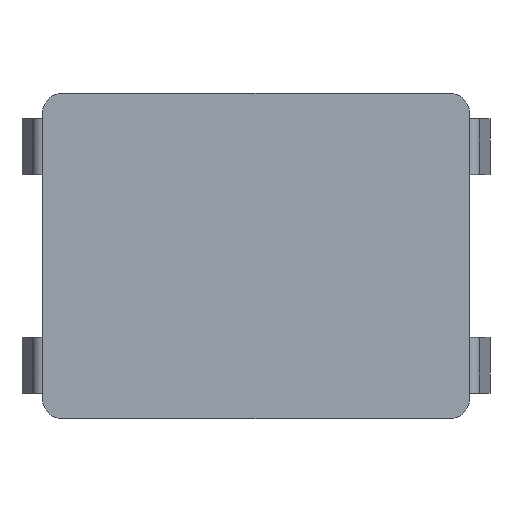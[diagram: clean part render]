
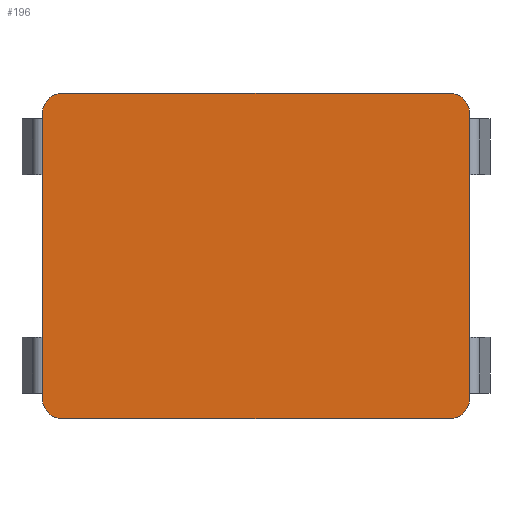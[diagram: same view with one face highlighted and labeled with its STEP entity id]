
A CAD part, front view. The second image highlights one B-rep face of the part: STEP entity #196.
In plain terms, the highlighted planar face has unit normal (0, -1, 0).
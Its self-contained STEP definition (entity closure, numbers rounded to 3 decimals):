
#196=ADVANCED_FACE('NONE',(#197),#267,.F.);
#197=FACE_BOUND('NONE',#198,.T.);
#198=EDGE_LOOP('',(#199,#210,#218,#227,#235,#244,#252,#261));
#199=ORIENTED_EDGE('',*,*,#200,.T.);
#200=EDGE_CURVE('NONE',#201,#203,#205,.F.);
#201=VERTEX_POINT('NONE',#202);
#202=CARTESIAN_POINT('',(2.1,0.0,1.4));
#203=VERTEX_POINT('NONE',#204);
#204=CARTESIAN_POINT('',(1.9,0.0,1.6));
#205=CIRCLE('',#206,0.2);
#206=AXIS2_PLACEMENT_3D('',#207,#208,#209);
#207=CARTESIAN_POINT('',(1.9,0.0,1.4));
#208=DIRECTION('',(0.0,1.0,0.0));
#209=DIRECTION('',(0.0,0.0,-1.0));
#210=ORIENTED_EDGE('',*,*,#211,.T.);
#211=EDGE_CURVE('NONE',#203,#212,#214,.F.);
#212=VERTEX_POINT('NONE',#213);
#213=CARTESIAN_POINT('',(-1.9,0.0,1.6));
#214=LINE('',#215,#216);
#215=CARTESIAN_POINT('',(0.0,0.0,1.6));
#216=VECTOR('',#217,1.0);
#217=DIRECTION('',(1.0,0.0,0.0));
#218=ORIENTED_EDGE('',*,*,#219,.T.);
#219=EDGE_CURVE('NONE',#212,#220,#222,.F.);
#220=VERTEX_POINT('NONE',#221);
#221=CARTESIAN_POINT('',(-2.1,0.0,1.4));
#222=CIRCLE('',#223,0.2);
#223=AXIS2_PLACEMENT_3D('',#224,#225,#226);
#224=CARTESIAN_POINT('',(-1.9,0.0,1.4));
#225=DIRECTION('',(0.0,1.0,0.0));
#226=DIRECTION('',(0.0,0.0,-1.0));
#227=ORIENTED_EDGE('',*,*,#228,.T.);
#228=EDGE_CURVE('NONE',#220,#229,#231,.F.);
#229=VERTEX_POINT('NONE',#230);
#230=CARTESIAN_POINT('',(-2.1,0.0,-1.4));
#231=LINE('',#232,#233);
#232=CARTESIAN_POINT('',(-2.1,0.0,0.0));
#233=VECTOR('',#234,1.0);
#234=DIRECTION('',(0.0,0.0,1.0));
#235=ORIENTED_EDGE('',*,*,#236,.T.);
#236=EDGE_CURVE('NONE',#229,#237,#239,.F.);
#237=VERTEX_POINT('NONE',#238);
#238=CARTESIAN_POINT('',(-1.9,0.0,-1.6));
#239=CIRCLE('',#240,0.2);
#240=AXIS2_PLACEMENT_3D('',#241,#242,#243);
#241=CARTESIAN_POINT('',(-1.9,0.0,-1.4));
#242=DIRECTION('',(0.0,1.0,0.0));
#243=DIRECTION('',(0.0,0.0,-1.0));
#244=ORIENTED_EDGE('',*,*,#245,.T.);
#245=EDGE_CURVE('NONE',#237,#246,#248,.F.);
#246=VERTEX_POINT('NONE',#247);
#247=CARTESIAN_POINT('',(1.9,0.0,-1.6));
#248=LINE('',#249,#250);
#249=CARTESIAN_POINT('',(0.0,0.0,-1.6));
#250=VECTOR('',#251,1.0);
#251=DIRECTION('',(-1.0,0.0,0.0));
#252=ORIENTED_EDGE('',*,*,#253,.T.);
#253=EDGE_CURVE('NONE',#246,#254,#256,.F.);
#254=VERTEX_POINT('NONE',#255);
#255=CARTESIAN_POINT('',(2.1,0.0,-1.4));
#256=CIRCLE('',#257,0.2);
#257=AXIS2_PLACEMENT_3D('',#258,#259,#260);
#258=CARTESIAN_POINT('',(1.9,0.0,-1.4));
#259=DIRECTION('',(0.0,1.0,0.0));
#260=DIRECTION('',(0.0,0.0,-1.0));
#261=ORIENTED_EDGE('',*,*,#262,.T.);
#262=EDGE_CURVE('NONE',#254,#201,#263,.F.);
#263=LINE('',#264,#265);
#264=CARTESIAN_POINT('',(2.1,0.0,0.0));
#265=VECTOR('',#266,1.0);
#266=DIRECTION('',(0.0,0.0,-1.0));
#267=PLANE('',#268);
#268=AXIS2_PLACEMENT_3D('',#269,#270,#271);
#269=CARTESIAN_POINT('',(0.0,0.0,0.0));
#270=DIRECTION('',(0.0,1.0,0.0));
#271=DIRECTION('',(0.0,0.0,1.0));
